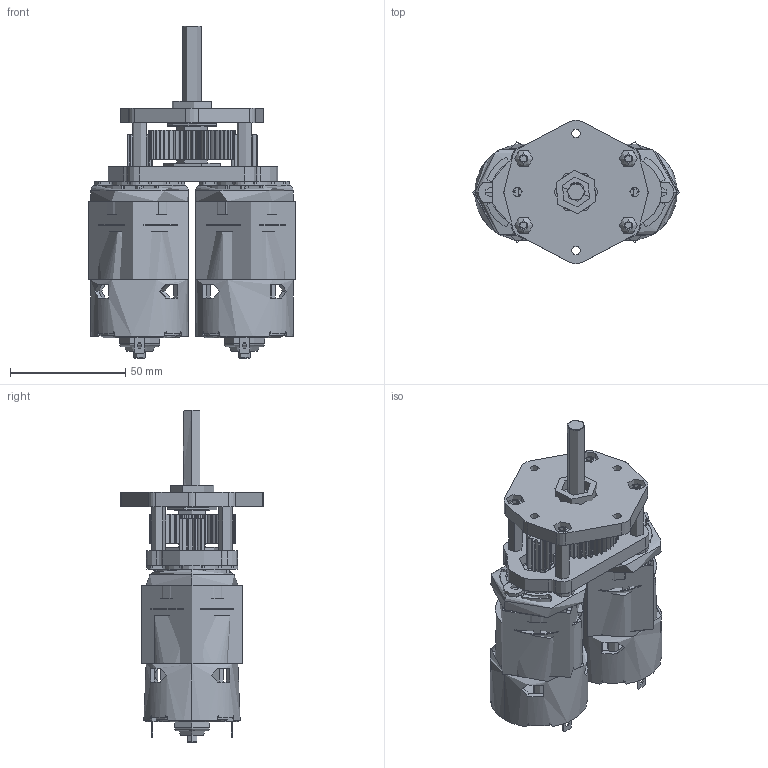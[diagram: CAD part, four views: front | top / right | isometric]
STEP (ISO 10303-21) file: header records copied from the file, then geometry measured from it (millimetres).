
FILE_DESCRIPTION (( 'STEP AP214' ), '1' );
FILE_NAME ('am-3745 DeCIMate.STEP', '2017-11-08T20:38:49', ( '' ), ( '' ), 'SwSTEP 2.0', 'SolidWorks 2017', '' );
FILE_SCHEMA (( 'AUTOMOTIVE_DESIGN' ));
Length unit declared in the file: millimetre
Products named in the file (35): 2 775 to CIM Output Motor Plate; 12T 32dp 775Pro Pinion Gear; 775 RedLine; am-3745 DeCIMate; BHCS M4-0.7 x 35 - McM 91239A158; 2 775 to CIM Output Output Plate; BHCS M4-0.7 x 35 - McM 91239A158_91239A158; .509 ID .75 OD .1875 Long Aluminum Spacer; 2 775 to CIM Output Output Shaft; .375 Round Flanged Bearing; .172 ID .25 OD .75 Long Aluminum Spacer; 45T 32DP Gear 375 Hex Bore; 775 Vent Plate Spacer; 8mm Round Bearing
Assembly tree (25 placements, depth 2):
  12T 32dp 775Pro Pinion Gear
  775 RedLine
  am-3745 DeCIMate
    BHCS M4-0.7 x 35 - McM 91239A158
    BHCS M4-0.7 x 35 - McM 91239A158
    BHCS M4-0.7 x 35 - McM 91239A158
    BHCS M4-0.7 x 35 - McM 91239A158
  775 RedLine
  2 775 to CIM Output Output Plate
Bounding box: 89.69 x 62.11 x 143.89 mm (x, y, z)
Volume: 145560.7 mm3; surface area: 85131.8 mm2
Topology: 21 solids, 37 shells, 1849 faces, 4974 edges, 3251 vertices
Faces by surface type: cylinder 1036, plane 418, bspline 234, cone 120, torus 33, sphere 8
Entity records: 46877 total; most frequent: CARTESIAN_POINT 20162, ORIENTED_EDGE 5446, DIRECTION 5250, EDGE_CURVE 2723, AXIS2_PLACEMENT_3D 2070, VERTEX_POINT 1785, CIRCLE 1149, EDGE_LOOP 1138
